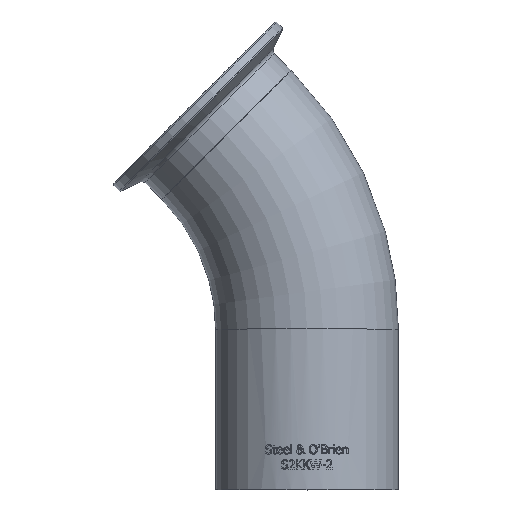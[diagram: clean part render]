
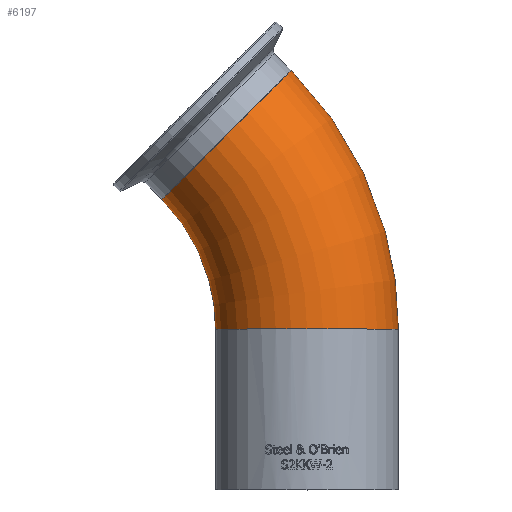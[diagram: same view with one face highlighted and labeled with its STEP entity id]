
A CAD part, top view. The second image highlights one B-rep face of the part: STEP entity #6197.
In plain terms, the highlighted toroidal (fillet/blend) face has major radius 76.2 mm and minor radius 25.4 mm.
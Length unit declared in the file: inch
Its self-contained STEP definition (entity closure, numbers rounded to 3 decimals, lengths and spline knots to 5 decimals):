
#26=TOROIDAL_SURFACE('',#6586,3.,1.);
#131=FACE_BOUND('',#1173,.T.);
#773=FACE_OUTER_BOUND('',#1172,.T.);
#1172=EDGE_LOOP('',(#5760));
#1173=EDGE_LOOP('',(#5761,#5762));
#1613=CIRCLE('',#6535,1.);
#1633=CIRCLE('',#6577,1.);
#1634=CIRCLE('',#6578,1.);
#3017=VERTEX_POINT('',#13622);
#3037=VERTEX_POINT('',#13684);
#3038=VERTEX_POINT('',#13685);
#3924=EDGE_CURVE('',#3017,#3017,#1613,.T.);
#3944=EDGE_CURVE('',#3037,#3038,#1633,.T.);
#3945=EDGE_CURVE('',#3038,#3037,#1634,.T.);
#5760=ORIENTED_EDGE('',*,*,#3924,.T.);
#5761=ORIENTED_EDGE('',*,*,#3945,.T.);
#5762=ORIENTED_EDGE('',*,*,#3944,.T.);
#6197=ADVANCED_FACE('',(#773,#131),#26,.T.);
#6535=AXIS2_PLACEMENT_3D('',#13623,#7653,#7654);
#6577=AXIS2_PLACEMENT_3D('',#13686,#7737,#7738);
#6578=AXIS2_PLACEMENT_3D('',#13687,#7739,#7740);
#6586=AXIS2_PLACEMENT_3D('',#13840,#7755,#7756);
#7653=DIRECTION('center_axis',(0.,1.,0.));
#7654=DIRECTION('ref_axis',(-1.,0.,0.));
#7737=DIRECTION('center_axis',(0.707,-0.707,0.));
#7738=DIRECTION('ref_axis',(-0.707,-0.707,0.));
#7739=DIRECTION('center_axis',(0.707,-0.707,0.));
#7740=DIRECTION('ref_axis',(-0.707,-0.707,0.));
#7755=DIRECTION('center_axis',(0.,0.,
-1.));
#7756=DIRECTION('ref_axis',(-0.707,0.707,0.));
#13622=CARTESIAN_POINT('',(0.82785,1.7575,1.));
#13623=CARTESIAN_POINT('Origin',(0.82785,1.7575,0.));
#13684=CARTESIAN_POINT('',(-0.05083,3.87882,1.));
#13685=CARTESIAN_POINT('',(0.65628,4.58593,0.));
#13686=CARTESIAN_POINT('Origin',(-0.05083,3.87882,0.));
#13687=CARTESIAN_POINT('Origin',(-0.05083,3.87882,0.));
#13840=CARTESIAN_POINT('Origin',(-2.17215,1.7575,0.));
